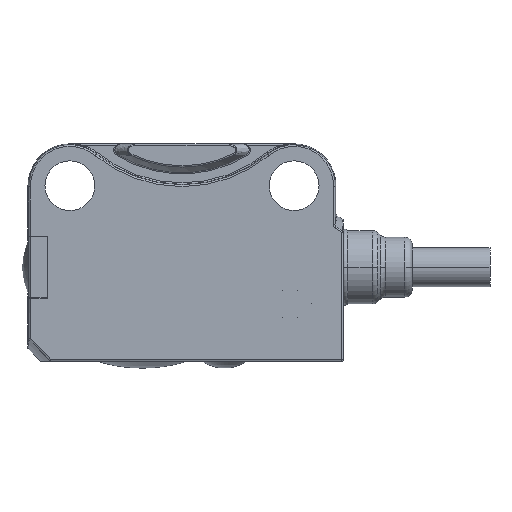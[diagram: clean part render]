
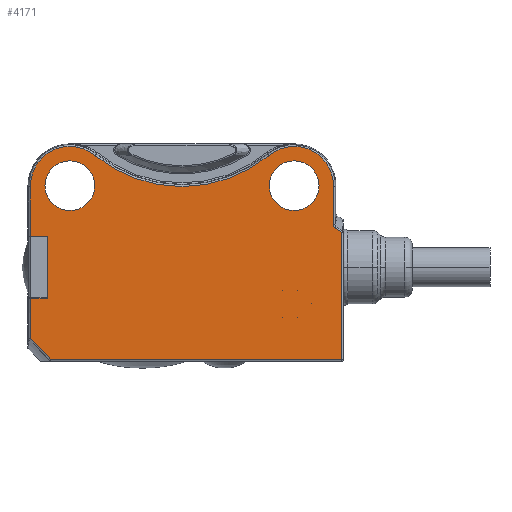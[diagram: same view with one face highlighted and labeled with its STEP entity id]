
A CAD part, front view. The second image highlights one B-rep face of the part: STEP entity #4171.
In plain terms, the highlighted planar face has unit normal (0, -1, 0).
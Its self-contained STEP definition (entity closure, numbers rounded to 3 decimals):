
#16=DIRECTION('',(0.,0.,-1.));
#17=VECTOR('',#16,8.545);
#18=CARTESIAN_POINT('',(76.038,6.5,24.689));
#19=LINE('',#18,#17);
#49=CARTESIAN_POINT('',(56.575,6.5,16.143));
#56=DIRECTION('',(-1.,0.,0.));
#57=VECTOR('',#56,19.463);
#58=CARTESIAN_POINT('',(76.038,6.5,16.143));
#59=LINE('',#58,#57);
#480=CARTESIAN_POINT('',(57.838,6.5,27.793));
#481=DIRECTION('',(0.,1.,0.));
#482=DIRECTION('',(-1.,0.,-0.027));
#483=AXIS2_PLACEMENT_3D('',#480,#481,#482);
#485=CARTESIAN_POINT('',(65.338,6.5,36.903));
#486=DIRECTION('',(0.,1.,0.));
#487=DIRECTION('',(0.636,0.,-0.772));
#488=AXIS2_PLACEMENT_3D('',#485,#486,#487);
#490=CARTESIAN_POINT('',(72.838,6.5,27.793));
#491=DIRECTION('',(0.,1.,0.));
#492=DIRECTION('',(-0.636,0.,0.772));
#493=AXIS2_PLACEMENT_3D('',#490,#491,#492);
#495=CARTESIAN_POINT('',(75.569,6.5,24.983));
#496=CARTESIAN_POINT('',(75.561,6.5,24.987));
#497=CARTESIAN_POINT('',(75.548,6.5,24.997));
#498=CARTESIAN_POINT('',(75.53,6.5,25.013));
#499=CARTESIAN_POINT('',(75.505,6.5,25.042));
#500=CARTESIAN_POINT('',(75.484,6.5,25.081));
#501=CARTESIAN_POINT('',(75.472,6.5,25.129));
#502=CARTESIAN_POINT('',(75.47,6.5,25.155));
#503=CARTESIAN_POINT('',(75.47,6.5,25.168));
#505=DIRECTION('',(-0.848,0.,0.531));
#506=VECTOR('',#505,0.554);
#507=CARTESIAN_POINT('',(76.038,6.5,24.689));
#508=LINE('',#507,#506);
#509=CARTESIAN_POINT('',(55.206,6.5,17.601));
#510=CARTESIAN_POINT('',(55.246,6.5,17.558));
#511=CARTESIAN_POINT('',(55.402,6.5,17.391));
#512=CARTESIAN_POINT('',(55.63,6.5,17.146));
#513=CARTESIAN_POINT('',(55.855,6.5,16.907));
#514=CARTESIAN_POINT('',(56.022,6.5,16.729));
#515=CARTESIAN_POINT('',(56.21,6.5,16.53));
#516=CARTESIAN_POINT('',(56.401,6.5,16.327));
#517=CARTESIAN_POINT('',(56.535,6.5,16.186));
#518=CARTESIAN_POINT('',(56.575,6.5,16.143));
#520=CARTESIAN_POINT('',(72.838,6.5,27.793));
#521=DIRECTION('',(0.,1.,0.));
#522=DIRECTION('',(0.,0.,1.));
#523=AXIS2_PLACEMENT_3D('',#520,#521,#522);
#525=CARTESIAN_POINT('',(72.838,6.5,27.793));
#526=DIRECTION('',(0.,1.,0.));
#527=DIRECTION('',(0.,0.,-1.));
#528=AXIS2_PLACEMENT_3D('',#525,#526,#527);
#530=CARTESIAN_POINT('',(57.838,6.5,27.793));
#531=DIRECTION('',(0.,1.,0.));
#532=DIRECTION('',(0.,0.,1.));
#533=AXIS2_PLACEMENT_3D('',#530,#531,#532);
#535=CARTESIAN_POINT('',(57.838,6.5,27.793));
#536=DIRECTION('',(0.,1.,0.));
#537=DIRECTION('',(0.,0.,-1.));
#538=AXIS2_PLACEMENT_3D('',#535,#536,#537);
#540=DIRECTION('',(0.,0.,1.));
#541=VECTOR('',#540,2.681);
#542=CARTESIAN_POINT('',(55.206,6.5,17.601));
#543=LINE('',#542,#541);
#579=CARTESIAN_POINT('',(55.206,6.5,17.601));
#937=DIRECTION('',(0.,0.,1.));
#938=VECTOR('',#937,4.1);
#939=CARTESIAN_POINT('',(56.338,6.5,20.282));
#940=LINE('',#939,#938);
#986=DIRECTION('',(0.,0.,1.));
#987=VECTOR('',#986,3.342);
#988=CARTESIAN_POINT('',(55.206,6.5,24.382));
#989=LINE('',#988,#987);
#995=DIRECTION('',(-1.,0.,0.));
#996=VECTOR('',#995,1.132);
#997=CARTESIAN_POINT('',(56.338,6.5,24.382));
#998=LINE('',#997,#996);
#1713=DIRECTION('',(0.,0.,-1.));
#1714=VECTOR('',#1713,2.556);
#1715=CARTESIAN_POINT('',(75.469,6.5,27.724));
#1716=LINE('',#1715,#1714);
#1730=CARTESIAN_POINT('',(75.569,6.5,24.983));
#2089=DIRECTION('',(1.,0.,0.));
#2090=VECTOR('',#2089,1.132);
#2091=CARTESIAN_POINT('',(55.206,6.5,20.282));
#2092=LINE('',#2091,#2090);
#2857=CARTESIAN_POINT('',(57.838,6.5,29.458));
#2859=VERTEX_POINT('',#2857);
#2860=CARTESIAN_POINT('',(57.838,6.5,26.128));
#2861=VERTEX_POINT('',#2860);
#2865=CARTESIAN_POINT('',(72.838,6.5,29.458));
#2867=VERTEX_POINT('',#2865);
#2868=CARTESIAN_POINT('',(72.838,6.5,26.128));
#2869=VERTEX_POINT('',#2868);
#2991=CARTESIAN_POINT('',(56.338,6.5,20.282));
#2992=VERTEX_POINT('',#2991);
#2993=CARTESIAN_POINT('',(56.338,6.5,24.382));
#2994=VERTEX_POINT('',#2993);
#3065=CARTESIAN_POINT('',(76.038,6.5,24.689));
#3066=VERTEX_POINT('',#3065);
#3067=VERTEX_POINT('',#1730);
#3071=CARTESIAN_POINT('',(75.47,6.5,25.168));
#3072=VERTEX_POINT('',#3071);
#3074=CARTESIAN_POINT('',(76.038,6.5,16.143));
#3076=VERTEX_POINT('',#3074);
#3081=VERTEX_POINT('',#49);
#3084=VERTEX_POINT('',#579);
#3331=CARTESIAN_POINT('',(75.469,6.5,27.724));
#3332=VERTEX_POINT('',#3331);
#3333=CARTESIAN_POINT('',(55.206,6.5,20.282));
#3334=VERTEX_POINT('',#3333);
#3335=CARTESIAN_POINT('',(71.165,6.5,29.825));
#3336=CARTESIAN_POINT('',(59.511,6.5,29.825));
#3337=VERTEX_POINT('',#3335);
#3338=VERTEX_POINT('',#3336);
#3339=CARTESIAN_POINT('',(55.206,6.5,24.382));
#3340=CARTESIAN_POINT('',(55.206,6.5,27.724));
#3341=VERTEX_POINT('',#3339);
#3342=VERTEX_POINT('',#3340);
#4127=CARTESIAN_POINT('',(65.338,6.5,24.868));
#4128=DIRECTION('',(0.,1.,0.));
#4129=DIRECTION('',(0.,0.,1.));
#4130=AXIS2_PLACEMENT_3D('',#4127,#4128,#4129);
#4131=PLANE('',#4130);
#4133=ORIENTED_EDGE('',*,*,#4132,.T.);
#4135=ORIENTED_EDGE('',*,*,#4134,.T.);
#4137=ORIENTED_EDGE('',*,*,#4136,.T.);
#4139=ORIENTED_EDGE('',*,*,#4138,.T.);
#4141=ORIENTED_EDGE('',*,*,#4140,.T.);
#4143=ORIENTED_EDGE('',*,*,#4142,.T.);
#4145=ORIENTED_EDGE('',*,*,#4144,.F.);
#4147=ORIENTED_EDGE('',*,*,#4146,.T.);
#4149=ORIENTED_EDGE('',*,*,#4148,.T.);
#4151=ORIENTED_EDGE('',*,*,#4150,.F.);
#4152=ORIENTED_EDGE('',*,*,#4119,.F.);
#4153=ORIENTED_EDGE('',*,*,#3432,.T.);
#4154=ORIENTED_EDGE('',*,*,#3466,.T.);
#4156=ORIENTED_EDGE('',*,*,#4155,.F.);
#4157=EDGE_LOOP('',(#4133,#4135,#4137,#4139,#4141,#4143,#4145,#4147,#4149,#4151,
#4152,#4153,#4154,#4156));
#4158=FACE_OUTER_BOUND('',#4157,.F.);
#4160=ORIENTED_EDGE('',*,*,#4159,.F.);
#4162=ORIENTED_EDGE('',*,*,#4161,.F.);
#4163=EDGE_LOOP('',(#4160,#4162));
#4164=FACE_BOUND('',#4163,.F.);
#4166=ORIENTED_EDGE('',*,*,#4165,.F.);
#4168=ORIENTED_EDGE('',*,*,#4167,.F.);
#4169=EDGE_LOOP('',(#4166,#4168));
#4170=FACE_BOUND('',#4169,.F.);
#4171=ADVANCED_FACE('',(#4158,#4164,#4170),#4131,.F.);
#484=CIRCLE('',#483,2.632);
#489=CIRCLE('',#488,9.168);
#494=CIRCLE('',#493,2.632);
#504=B_SPLINE_CURVE_WITH_KNOTS('',3,(#495,#496,#497,#498,#499,#500,#501,#502,
#503),.UNSPECIFIED.,.F.,.F.,(4,1,1,1,1,1,4),(0.,0.125,
0.225,0.325,0.645,0.823,1.),
.UNSPECIFIED.);
#519=B_SPLINE_CURVE_WITH_KNOTS('',3,(#509,#510,#511,#512,#513,#514,#515,#516,
#517,#518),.UNSPECIFIED.,.F.,.F.,(4,1,1,1,1,1,1,4),(0.,0.088,
0.343,0.502,0.581,0.708,
0.912,1.),.UNSPECIFIED.);
#524=CIRCLE('',#523,1.665);
#529=CIRCLE('',#528,1.665);
#534=CIRCLE('',#533,1.665);
#539=CIRCLE('',#538,1.665);
#3432=EDGE_CURVE('',#3066,#3076,#19,.T.);
#3466=EDGE_CURVE('',#3076,#3081,#59,.T.);
#4119=EDGE_CURVE('',#3066,#3067,#508,.T.);
#4132=EDGE_CURVE('',#3084,#3334,#543,.T.);
#4134=EDGE_CURVE('',#3334,#2992,#2092,.T.);
#4136=EDGE_CURVE('',#2992,#2994,#940,.T.);
#4138=EDGE_CURVE('',#2994,#3341,#998,.T.);
#4140=EDGE_CURVE('',#3341,#3342,#989,.T.);
#4142=EDGE_CURVE('',#3342,#3338,#484,.T.);
#4144=EDGE_CURVE('',#3337,#3338,#489,.T.);
#4146=EDGE_CURVE('',#3337,#3332,#494,.T.);
#4148=EDGE_CURVE('',#3332,#3072,#1716,.T.);
#4150=EDGE_CURVE('',#3067,#3072,#504,.T.);
#4155=EDGE_CURVE('',#3084,#3081,#519,.T.);
#4159=EDGE_CURVE('',#2867,#2869,#524,.T.);
#4161=EDGE_CURVE('',#2869,#2867,#529,.T.);
#4165=EDGE_CURVE('',#2859,#2861,#534,.T.);
#4167=EDGE_CURVE('',#2861,#2859,#539,.T.);
